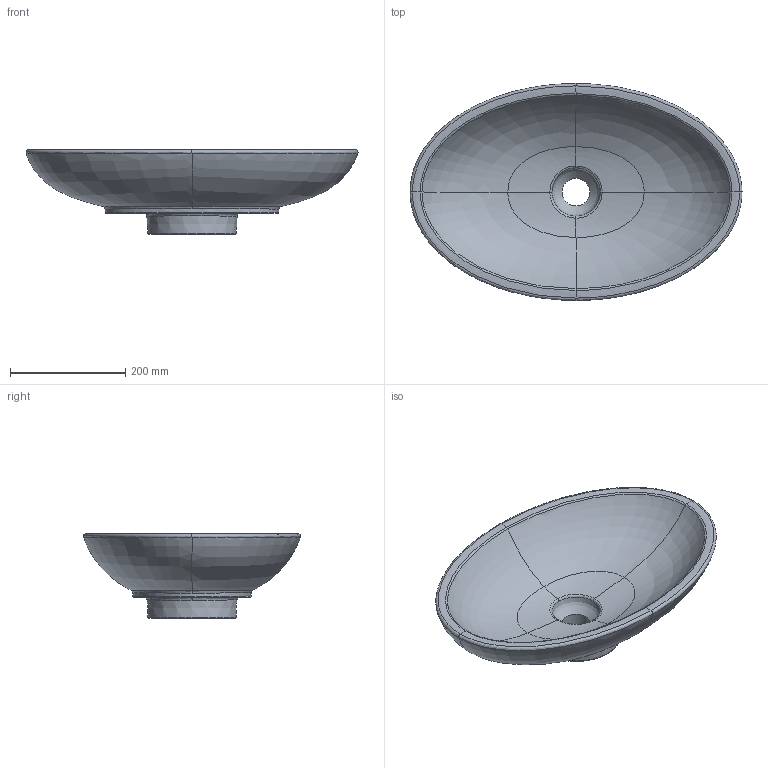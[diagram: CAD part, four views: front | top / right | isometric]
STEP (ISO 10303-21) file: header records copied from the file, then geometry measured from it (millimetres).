
FILE_DESCRIPTION(/* description */ (''),/* implementation_level */ '2;1');
FILE_NAME(/* name */ '515100_LoopSlim_ellipt_AWT-38x58.stp',/* time_stamp */ '2018-11-20T12:08:21+01:00',/* author */ (''),/* organization */ (''),/* preprocessor_version */ 'ST-DEVELOPER v16',/* originating_system */ 'SIEMENS PLM Software NX 10.0',/* authorisation */ '');
FILE_SCHEMA (('AUTOMOTIVE_DESIGN { 1 0 10303 214 3 1 1 1 }'));
Length unit declared in the file: millimetre
Products named in the file (1): Sier19A4C29Dha4a
Bounding box: 577 x 377.18 x 147.22 mm (x, y, z)
Volume: 5803319.4 mm3; surface area: 469018.2 mm2
Topology: 1 solids, 1 shells, 49 faces, 103 edges, 57 vertices
Faces by surface type: bspline 43, plane 3, cone 1, revolution 1, cylinder 1
Full cylindrical faces by diameter (mm): 48.147 x1
Entity records: 10156 total; most frequent: CARTESIAN_POINT 9455, ORIENTED_EDGE 186, EDGE_CURVE 93, EDGE_LOOP 58, B_SPLINE_CURVE_WITH_KNOTS 55, VERTEX_POINT 53, ADVANCED_FACE 49, DIRECTION 47
